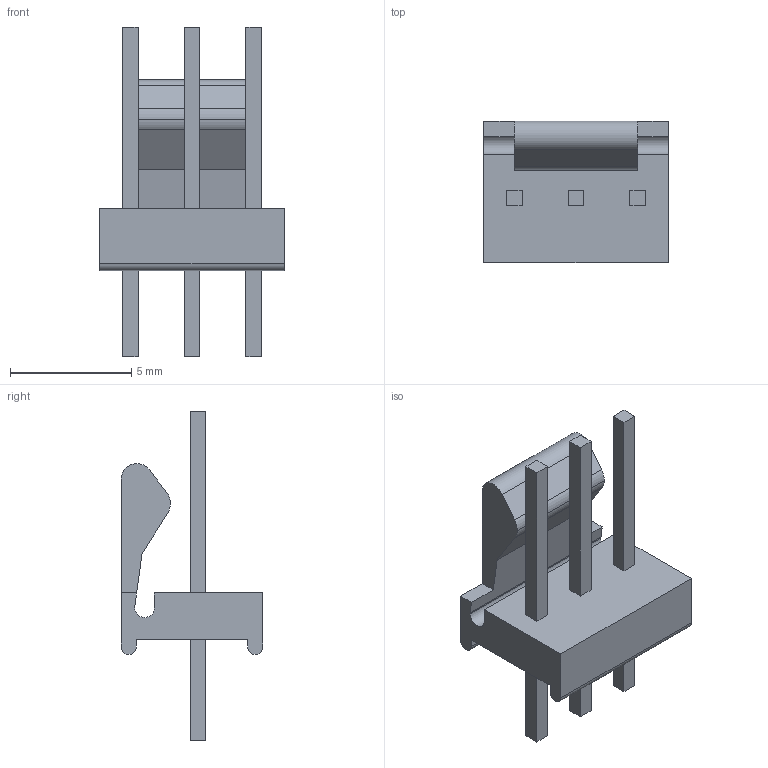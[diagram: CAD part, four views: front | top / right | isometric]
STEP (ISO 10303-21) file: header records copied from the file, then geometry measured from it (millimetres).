
FILE_DESCRIPTION(('STEP AP242'),'1');
FILE_NAME('640456-3.stp','2022-07-15T07:05:29',('TraceParts'),('TraceParts S.A.'),'Spatial InterOp 3D',' ',' ');
FILE_SCHEMA(('AP242_MANAGED_MODEL_BASED_3D_ENGINEERING_MIM_LF {1 0 10303 442 1 1 4}'));
Length unit declared in the file: millimetre
Products named in the file (1): 640456-3
Bounding box: 7.62 x 5.84 x 13.59 mm (x, y, z)
Volume: 133.4 mm3; surface area: 329.4 mm2
Topology: 1 solids, 1 shells, 53 faces, 135 edges, 90 vertices
Faces by surface type: plane 46, cylinder 7
Entity records: 1598 total; most frequent: CARTESIAN_POINT 279, ORIENTED_EDGE 270, DIRECTION 257, EDGE_CURVE 135, LINE 121, VECTOR 121, VERTEX_POINT 90, AXIS2_PLACEMENT_3D 68
